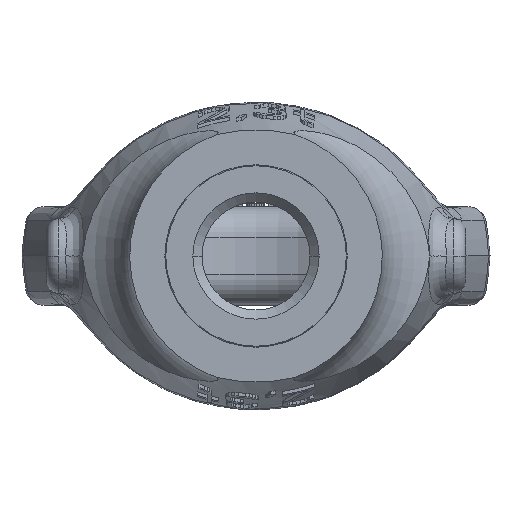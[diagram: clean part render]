
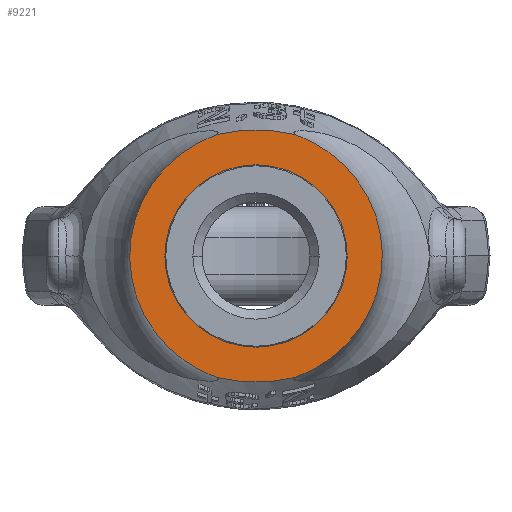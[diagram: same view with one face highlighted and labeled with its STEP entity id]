
A CAD part, front view. The second image highlights one B-rep face of the part: STEP entity #9221.
In plain terms, the highlighted planar face has unit normal (0, -1, 0).
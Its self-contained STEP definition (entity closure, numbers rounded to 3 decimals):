
#170=CARTESIAN_POINT('',(-6.429,0.,-19.692));
#172=CARTESIAN_POINT('',(6.429,0.,-19.692));
#1042=CARTESIAN_POINT('',(-6.429,0.,19.692));
#1043=CARTESIAN_POINT('',(-7.359,0.,19.358));
#1044=CARTESIAN_POINT('',(-9.15,0.,18.574));
#1045=CARTESIAN_POINT('',(-11.653,0.,17.049));
#1046=CARTESIAN_POINT('',(-13.906,0.,15.215));
#1047=CARTESIAN_POINT('',(-15.877,0.,13.108));
#1048=CARTESIAN_POINT('',(-17.531,0.,10.77));
#1049=CARTESIAN_POINT('',(-18.844,0.,8.243));
#1050=CARTESIAN_POINT('',(-19.795,0.,5.575));
#1051=CARTESIAN_POINT('',(-20.371,0.,2.811));
#1052=CARTESIAN_POINT('',(-20.564,0.,0.));
#1053=CARTESIAN_POINT('',(-20.371,0.,-2.811));
#1054=CARTESIAN_POINT('',(-19.795,0.,-5.575));
#1055=CARTESIAN_POINT('',(-18.844,0.,-8.243));
#1056=CARTESIAN_POINT('',(-17.531,0.,-10.77));
#1057=CARTESIAN_POINT('',(-15.877,0.,-13.108));
#1058=CARTESIAN_POINT('',(-13.906,0.,-15.215));
#1059=CARTESIAN_POINT('',(-11.653,0.,-17.049));
#1060=CARTESIAN_POINT('',(-9.15,0.,-18.574));
#1061=CARTESIAN_POINT('',(-7.359,0.,-19.358));
#1062=CARTESIAN_POINT('',(-6.429,0.,-19.692));
#1064=CARTESIAN_POINT('',(6.429,0.,-19.692));
#1065=CARTESIAN_POINT('',(5.797,0.,-19.854));
#1066=CARTESIAN_POINT('',(3.685,0.,-20.31));
#1067=CARTESIAN_POINT('',(0.,0.,-20.632));
#1068=CARTESIAN_POINT('',(-3.685,0.,-20.31));
#1069=CARTESIAN_POINT('',(-5.797,0.,-19.854));
#1070=CARTESIAN_POINT('',(-6.429,0.,-19.692));
#1072=CARTESIAN_POINT('',(6.429,0.,19.692));
#1073=CARTESIAN_POINT('',(5.797,0.,19.854));
#1074=CARTESIAN_POINT('',(3.685,0.,20.31));
#1075=CARTESIAN_POINT('',(0.,0.,20.632));
#1076=CARTESIAN_POINT('',(-3.685,0.,20.31));
#1077=CARTESIAN_POINT('',(-5.797,0.,19.854));
#1078=CARTESIAN_POINT('',(-6.429,0.,19.692));
#1080=CARTESIAN_POINT('',(0.,0.,0.));
#1081=DIRECTION('',(0.,-1.,0.));
#1082=DIRECTION('',(1.,0.,0.));
#1083=AXIS2_PLACEMENT_3D('',#1080,#1081,#1082);
#1085=CARTESIAN_POINT('',(0.,0.,0.));
#1086=DIRECTION('',(0.,-1.,0.));
#1087=DIRECTION('',(-1.,0.,0.));
#1088=AXIS2_PLACEMENT_3D('',#1085,#1086,#1087);
#1090=CARTESIAN_POINT('',(6.429,0.,-19.692));
#1091=CARTESIAN_POINT('',(7.359,0.,-19.358));
#1092=CARTESIAN_POINT('',(9.15,0.,-18.574));
#1093=CARTESIAN_POINT('',(11.653,0.,-17.049));
#1094=CARTESIAN_POINT('',(13.906,0.,-15.215));
#1095=CARTESIAN_POINT('',(15.877,0.,-13.108));
#1096=CARTESIAN_POINT('',(17.531,0.,-10.77));
#1097=CARTESIAN_POINT('',(18.844,0.,-8.243));
#1098=CARTESIAN_POINT('',(19.795,0.,-5.575));
#1099=CARTESIAN_POINT('',(20.371,0.,-2.811));
#1100=CARTESIAN_POINT('',(20.564,0.,0.));
#1101=CARTESIAN_POINT('',(20.371,0.,2.811));
#1102=CARTESIAN_POINT('',(19.795,0.,5.575));
#1103=CARTESIAN_POINT('',(18.844,0.,8.243));
#1104=CARTESIAN_POINT('',(17.531,0.,10.77));
#1105=CARTESIAN_POINT('',(15.877,0.,13.108));
#1106=CARTESIAN_POINT('',(13.906,0.,15.215));
#1107=CARTESIAN_POINT('',(11.653,0.,17.049));
#1108=CARTESIAN_POINT('',(9.15,0.,18.574));
#1109=CARTESIAN_POINT('',(7.359,0.,19.358));
#1110=CARTESIAN_POINT('',(6.429,0.,19.692));
#1387=CARTESIAN_POINT('',(-6.429,0.,19.692));
#1490=CARTESIAN_POINT('',(6.429,0.,19.692));
#7314=VERTEX_POINT('',#1490);
#7317=VERTEX_POINT('',#1387);
#7595=VERTEX_POINT('',#172);
#7598=VERTEX_POINT('',#170);
#8281=CARTESIAN_POINT('',(14.8,0.,0.));
#8282=CARTESIAN_POINT('',(-14.8,0.,0.));
#8283=VERTEX_POINT('',#8281);
#8284=VERTEX_POINT('',#8282);
#9202=CARTESIAN_POINT('',(-23.412,0.,0.));
#9203=DIRECTION('',(0.,-1.,0.));
#9204=DIRECTION('',(1.,0.,0.));
#9205=AXIS2_PLACEMENT_3D('',#9202,#9203,#9204);
#9206=PLANE('',#9205);
#9208=ORIENTED_EDGE('',*,*,#9207,.F.);
#9209=ORIENTED_EDGE('',*,*,#8761,.T.);
#9210=ORIENTED_EDGE('',*,*,#9190,.F.);
#9212=ORIENTED_EDGE('',*,*,#9211,.F.);
#9213=EDGE_LOOP('',(#9208,#9209,#9210,#9212));
#9214=FACE_OUTER_BOUND('',#9213,.F.);
#9216=ORIENTED_EDGE('',*,*,#9215,.T.);
#9218=ORIENTED_EDGE('',*,*,#9217,.T.);
#9219=EDGE_LOOP('',(#9216,#9218));
#9220=FACE_BOUND('',#9219,.F.);
#9221=ADVANCED_FACE('',(#9214,#9220),#9206,.T.);
#1063=B_SPLINE_CURVE_WITH_KNOTS('',3,(#1042,#1043,#1044,#1045,#1046,#1047,#1048,
#1049,#1050,#1051,#1052,#1053,#1054,#1055,#1056,#1057,#1058,#1059,#1060,#1061,
#1062),.UNSPECIFIED.,.F.,.F.,(4,1,1,1,1,1,1,1,1,1,1,1,1,1,1,1,1,1,4),(0.,
0.056,0.111,0.167,0.222,
0.278,0.333,0.389,0.444,0.5,
0.556,0.611,0.667,0.722,
0.778,0.833,0.889,0.944,1.),
.UNSPECIFIED.);
#1071=B_SPLINE_CURVE_WITH_KNOTS('',3,(#1064,#1065,#1066,#1067,#1068,#1069,
#1070),.UNSPECIFIED.,.F.,.F.,(4,1,1,1,4),(0.,0.151,0.5,
0.849,1.),.UNSPECIFIED.);
#1079=B_SPLINE_CURVE_WITH_KNOTS('',3,(#1072,#1073,#1074,#1075,#1076,#1077,
#1078),.UNSPECIFIED.,.F.,.F.,(4,1,1,1,4),(0.,0.151,0.5,
0.849,1.),.UNSPECIFIED.);
#1084=CIRCLE('',#1083,14.8);
#1089=CIRCLE('',#1088,14.8);
#1111=B_SPLINE_CURVE_WITH_KNOTS('',3,(#1090,#1091,#1092,#1093,#1094,#1095,#1096,
#1097,#1098,#1099,#1100,#1101,#1102,#1103,#1104,#1105,#1106,#1107,#1108,#1109,
#1110),.UNSPECIFIED.,.F.,.F.,(4,1,1,1,1,1,1,1,1,1,1,1,1,1,1,1,1,1,4),(0.,
0.056,0.111,0.167,0.222,
0.278,0.333,0.389,0.444,0.5,
0.556,0.611,0.667,0.722,
0.778,0.833,0.889,0.944,1.),
.UNSPECIFIED.);
#8761=EDGE_CURVE('',#7595,#7598,#1071,.T.);
#9190=EDGE_CURVE('',#7317,#7598,#1063,.T.);
#9207=EDGE_CURVE('',#7595,#7314,#1111,.T.);
#9211=EDGE_CURVE('',#7314,#7317,#1079,.T.);
#9215=EDGE_CURVE('',#8283,#8284,#1084,.T.);
#9217=EDGE_CURVE('',#8284,#8283,#1089,.T.);
